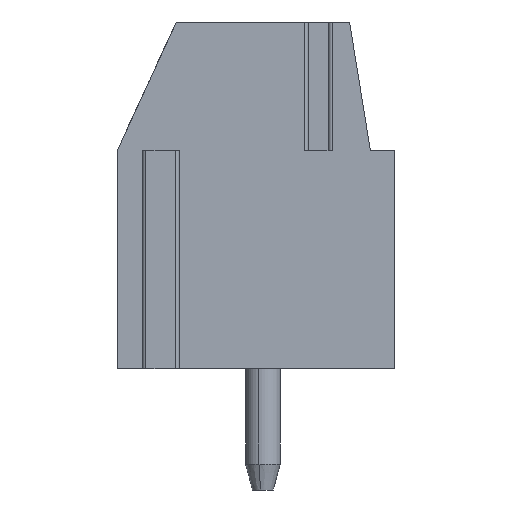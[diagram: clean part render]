
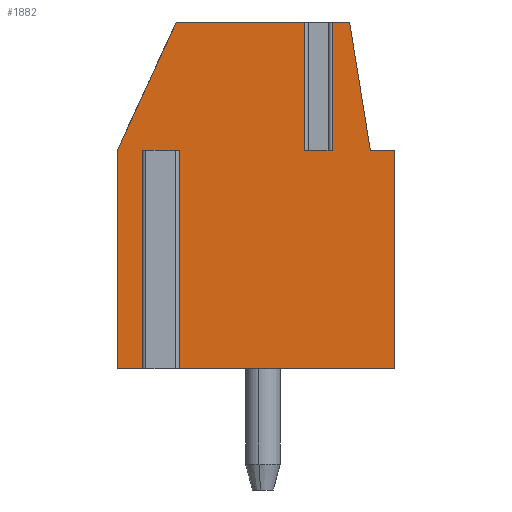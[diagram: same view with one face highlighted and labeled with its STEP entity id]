
A CAD part, left-side view. The second image highlights one B-rep face of the part: STEP entity #1882.
In plain terms, the highlighted planar face has unit normal (-1, 0, 0).
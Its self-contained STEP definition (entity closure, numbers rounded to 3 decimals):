
#1844=AXIS2_PLACEMENT_3D('Plane Axis2P3D',#1841,#1842,#1843) ;
#226=CARTESIAN_POINT('Line Origine',(0.5,1.,11.65)) ;
#230=CARTESIAN_POINT('Vertex',(0.5,1.3,13.5)) ;
#232=CARTESIAN_POINT('Vertex',(0.5,0.7,9.8)) ;
#266=CARTESIAN_POINT('Line Origine',(0.5,0.35,9.8)) ;
#270=CARTESIAN_POINT('Vertex',(0.5,0.,9.8)) ;
#297=CARTESIAN_POINT('Line Origine',(0.5,7.15,11.65)) ;
#301=CARTESIAN_POINT('Vertex',(0.5,6.3,13.5)) ;
#303=CARTESIAN_POINT('Vertex',(0.5,8.,9.8)) ;
#616=CARTESIAN_POINT('Line Origine',(0.5,0.,6.65)) ;
#620=CARTESIAN_POINT('Vertex',(0.5,0.,3.5)) ;
#712=CARTESIAN_POINT('Line Origine',(0.5,8.,6.65)) ;
#716=CARTESIAN_POINT('Vertex',(0.5,8.,3.5)) ;
#966=CARTESIAN_POINT('Line Origine',(0.5,4.447,13.5)) ;
#970=CARTESIAN_POINT('Vertex',(0.5,2.594,13.5)) ;
#1019=CARTESIAN_POINT('Vertex',(0.5,1.806,13.5)) ;
#1022=CARTESIAN_POINT('Line Origine',(0.5,1.553,13.5)) ;
#1175=CARTESIAN_POINT('Line Origine',(0.5,3.218,3.5)) ;
#1179=CARTESIAN_POINT('Vertex',(0.5,6.435,3.5)) ;
#1214=CARTESIAN_POINT('Vertex',(0.5,7.065,3.5)) ;
#1217=CARTESIAN_POINT('Line Origine',(0.5,7.533,3.5)) ;
#1479=CARTESIAN_POINT('Vertex',(0.5,6.435,9.8)) ;
#1489=CARTESIAN_POINT('Line Origine',(0.5,6.435,6.65)) ;
#1501=CARTESIAN_POINT('Line Origine',(0.5,6.75,9.8)) ;
#1505=CARTESIAN_POINT('Vertex',(0.5,7.065,9.8)) ;
#1599=CARTESIAN_POINT('Line Origine',(0.5,7.065,6.65)) ;
#1841=CARTESIAN_POINT('Axis2P3D Location',(0.5,6.241,14.3)) ;
#1846=CARTESIAN_POINT('Line Origine',(0.5,1.806,11.65)) ;
#1850=CARTESIAN_POINT('Vertex',(0.5,1.806,9.8)) ;
#1853=CARTESIAN_POINT('Line Origine',(0.5,2.2,9.8)) ;
#1857=CARTESIAN_POINT('Vertex',(0.5,2.594,9.8)) ;
#1860=CARTESIAN_POINT('Line Origine',(0.5,2.594,11.65)) ;
#227=DIRECTION('Vector Direction',(0.,-0.16,-0.987)) ;
#267=DIRECTION('Vector Direction',(0.,-1.,0.)) ;
#298=DIRECTION('Vector Direction',(0.,0.418,-0.909)) ;
#617=DIRECTION('Vector Direction',(0.,0.,-1.)) ;
#713=DIRECTION('Vector Direction',(0.,0.,1.)) ;
#967=DIRECTION('Vector Direction',(0.,-1.,0.)) ;
#1023=DIRECTION('Vector Direction',(0.,-1.,0.)) ;
#1176=DIRECTION('Vector Direction',(0.,1.,0.)) ;
#1218=DIRECTION('Vector Direction',(0.,1.,0.)) ;
#1490=DIRECTION('Vector Direction',(0.,0.,1.)) ;
#1502=DIRECTION('Vector Direction',(0.,1.,0.)) ;
#1600=DIRECTION('Vector Direction',(0.,0.,1.)) ;
#1842=DIRECTION('Axis2P3D Direction',(1.,0.,0.)) ;
#1843=DIRECTION('Axis2P3D XDirection',(0.,0.,1.)) ;
#1847=DIRECTION('Vector Direction',(0.,0.,1.)) ;
#1854=DIRECTION('Vector Direction',(0.,1.,0.)) ;
#1861=DIRECTION('Vector Direction',(0.,0.,1.)) ;
#228=VECTOR('Line Direction',#227,1.) ;
#268=VECTOR('Line Direction',#267,1.) ;
#299=VECTOR('Line Direction',#298,1.) ;
#618=VECTOR('Line Direction',#617,1.) ;
#714=VECTOR('Line Direction',#713,1.) ;
#968=VECTOR('Line Direction',#967,1.) ;
#1024=VECTOR('Line Direction',#1023,1.) ;
#1177=VECTOR('Line Direction',#1176,1.) ;
#1219=VECTOR('Line Direction',#1218,1.) ;
#1491=VECTOR('Line Direction',#1490,1.) ;
#1503=VECTOR('Line Direction',#1502,1.) ;
#1601=VECTOR('Line Direction',#1600,1.) ;
#1848=VECTOR('Line Direction',#1847,1.) ;
#1855=VECTOR('Line Direction',#1854,1.) ;
#1862=VECTOR('Line Direction',#1861,1.) ;
#1866=ORIENTED_EDGE('',*,*,#1852,.F.) ;
#1867=ORIENTED_EDGE('',*,*,#1859,.T.) ;
#1868=ORIENTED_EDGE('',*,*,#1864,.T.) ;
#1869=ORIENTED_EDGE('',*,*,#972,.F.) ;
#1870=ORIENTED_EDGE('',*,*,#305,.T.) ;
#1871=ORIENTED_EDGE('',*,*,#718,.F.) ;
#1872=ORIENTED_EDGE('',*,*,#1221,.F.) ;
#1873=ORIENTED_EDGE('',*,*,#1603,.T.) ;
#1874=ORIENTED_EDGE('',*,*,#1507,.T.) ;
#1875=ORIENTED_EDGE('',*,*,#1493,.F.) ;
#1876=ORIENTED_EDGE('',*,*,#1181,.F.) ;
#1877=ORIENTED_EDGE('',*,*,#622,.F.) ;
#1878=ORIENTED_EDGE('',*,*,#272,.F.) ;
#1879=ORIENTED_EDGE('',*,*,#234,.F.) ;
#1880=ORIENTED_EDGE('',*,*,#1026,.F.) ;
#1882=ADVANCED_FACE('PartBody',(#1881),#1845,.F.) ;
#234=EDGE_CURVE('',#231,#233,#229,.T.) ;
#272=EDGE_CURVE('',#233,#271,#269,.T.) ;
#305=EDGE_CURVE('',#302,#304,#300,.T.) ;
#622=EDGE_CURVE('',#271,#621,#619,.T.) ;
#718=EDGE_CURVE('',#717,#304,#715,.T.) ;
#972=EDGE_CURVE('',#302,#971,#969,.T.) ;
#1026=EDGE_CURVE('',#1020,#231,#1025,.T.) ;
#1181=EDGE_CURVE('',#621,#1180,#1178,.T.) ;
#1221=EDGE_CURVE('',#1215,#717,#1220,.T.) ;
#1493=EDGE_CURVE('',#1180,#1480,#1492,.T.) ;
#1507=EDGE_CURVE('',#1506,#1480,#1504,.F.) ;
#1603=EDGE_CURVE('',#1215,#1506,#1602,.T.) ;
#1852=EDGE_CURVE('',#1851,#1020,#1849,.T.) ;
#1859=EDGE_CURVE('',#1851,#1858,#1856,.T.) ;
#1864=EDGE_CURVE('',#1858,#971,#1863,.T.) ;
#1865=EDGE_LOOP('',(#1866,#1867,#1868,#1869,#1870,#1871,#1872,#1873,#1874,#1875,#1876,#1877,#1878,#1879,#1880)) ;
#1881=FACE_OUTER_BOUND('',#1865,.T.) ;
#229=LINE('Line',#226,#228) ;
#269=LINE('Line',#266,#268) ;
#300=LINE('Line',#297,#299) ;
#619=LINE('Line',#616,#618) ;
#715=LINE('Line',#712,#714) ;
#969=LINE('Line',#966,#968) ;
#1025=LINE('Line',#1022,#1024) ;
#1178=LINE('Line',#1175,#1177) ;
#1220=LINE('Line',#1217,#1219) ;
#1492=LINE('Line',#1489,#1491) ;
#1504=LINE('Line',#1501,#1503) ;
#1602=LINE('Line',#1599,#1601) ;
#1849=LINE('Line',#1846,#1848) ;
#1856=LINE('Line',#1853,#1855) ;
#1863=LINE('Line',#1860,#1862) ;
#1845=PLANE('',#1844) ;
#231=VERTEX_POINT('',#230) ;
#233=VERTEX_POINT('',#232) ;
#271=VERTEX_POINT('',#270) ;
#302=VERTEX_POINT('',#301) ;
#304=VERTEX_POINT('',#303) ;
#621=VERTEX_POINT('',#620) ;
#717=VERTEX_POINT('',#716) ;
#971=VERTEX_POINT('',#970) ;
#1020=VERTEX_POINT('',#1019) ;
#1180=VERTEX_POINT('',#1179) ;
#1215=VERTEX_POINT('',#1214) ;
#1480=VERTEX_POINT('',#1479) ;
#1506=VERTEX_POINT('',#1505) ;
#1851=VERTEX_POINT('',#1850) ;
#1858=VERTEX_POINT('',#1857) ;
